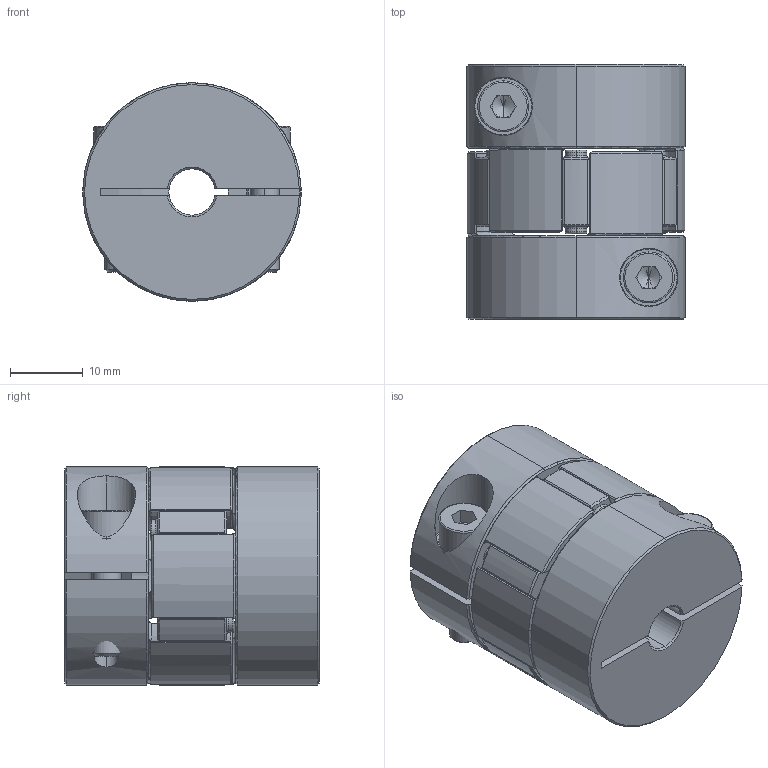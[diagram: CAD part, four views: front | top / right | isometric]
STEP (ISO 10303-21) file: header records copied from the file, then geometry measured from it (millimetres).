
FILE_DESCRIPTION (( 'STEP AP214' ), '1' );
FILE_NAME ('Coupler D30L35-6.35-10.0.STEP', '2018-03-21T17:20:12', ( '' ), ( '' ), 'SwSTEP 2.0', 'SolidWorks 2017', '' );
FILE_SCHEMA (( 'AUTOMOTIVE_DESIGN' ));
Length unit declared in the file: millimetre
Products named in the file (5): Coupler Jaw_D30L35-6.35; Coupler Spider_D30L35; Coupler D30L35-6.35-10.0; socket head cap screw_iso_ISO 4762 M4 x 16 - 16N; Coupler Jaw_D30L35-10
Assembly tree (5 placements, depth 2):
  Coupler D30L35-6.35-10.0
    Coupler Spider_D30L35
    Coupler Jaw_D30L35-6.35
    Coupler Jaw_D30L35-10
    socket head cap screw_iso_ISO 4762 M4 x 16 - 16N  x2
Bounding box: 30 x 35 x 30 mm (x, y, z)
Volume: 19986.3 mm3; surface area: 11261.1 mm2
Topology: 5 solids, 5 shells, 373 faces, 876 edges, 521 vertices
Faces by surface type: cylinder 111, cone 102, plane 82, torus 66, bspline 12
Entity records: 11247 total; most frequent: CARTESIAN_POINT 3280, DIRECTION 1653, ORIENTED_EDGE 1632, EDGE_CURVE 816, AXIS2_PLACEMENT_3D 729, VERTEX_POINT 488, CIRCLE 387, EDGE_LOOP 366
